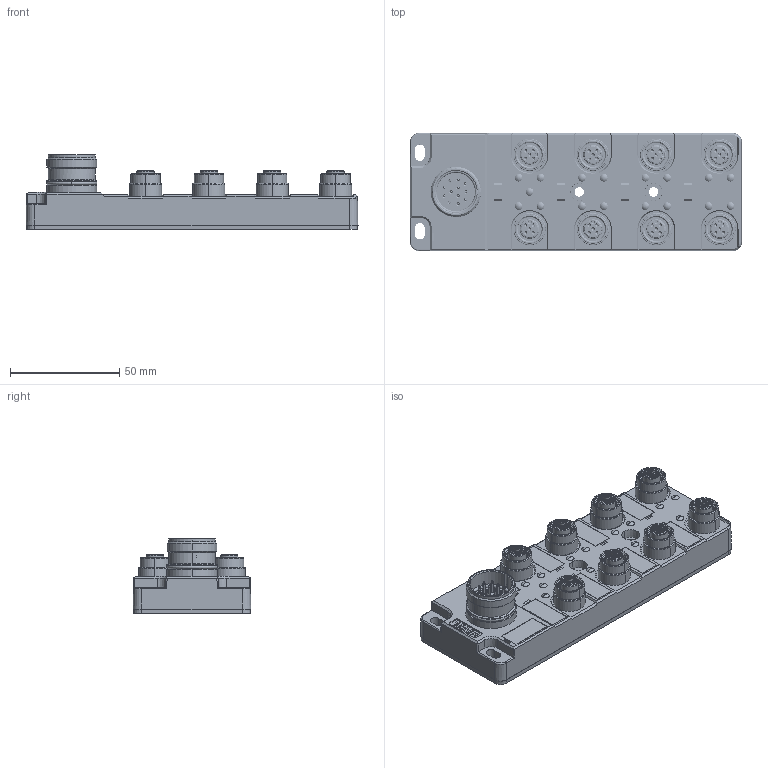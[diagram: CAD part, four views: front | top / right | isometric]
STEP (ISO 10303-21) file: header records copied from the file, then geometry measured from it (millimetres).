
FILE_DESCRIPTION((''),'2;1');
FILE_NAME('SJB-M12-8F04A-M23-12P_SW0001','2020-12-17T',('tc.chen'),(''),'PRO/ENGINEER BY PARAMETRIC TECHNOLOGY CORPORATION, 2012480','PRO/ENGINEER BY PARAMETRIC TECHNOLOGY CORPORATION, 2012480','');
FILE_SCHEMA(('AUTOMOTIVE_DESIGN { 1 0 10303 214 1 1 1 1 }'));
Products named in the file (1): SJB-M12-8F04A-M23-12P_SW0001
Bounding box: 152 x 54 x 34.3 mm (x, y, z)
Volume: 138864.7 mm3; surface area: 42432.7 mm2
Topology: 1 solids, 1 shells, 3556 faces, 9218 edges, 5772 vertices
Faces by surface type: plane 1564, cylinder 713, cone 561, extrusion 344, torus 170, bspline 154, sphere 50
Entity records: 189147 total; most frequent: CARTESIAN_POINT 104950, ORIENTED_EDGE 18208, DIRECTION 15994, EDGE_CURVE 9104, VERTEX_POINT 5772, AXIS2_PLACEMENT_3D 5425, VECTOR 5144, LINE 4800
